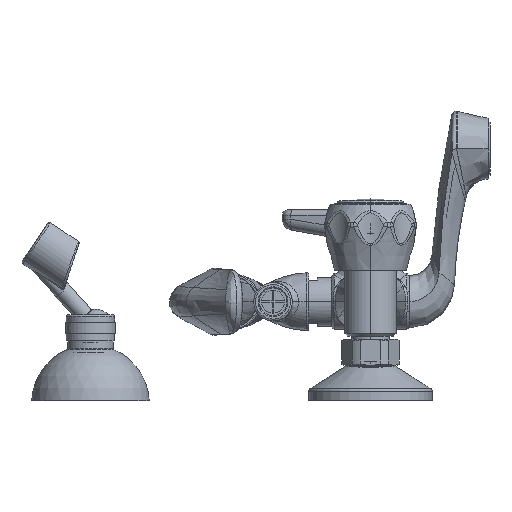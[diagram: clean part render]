
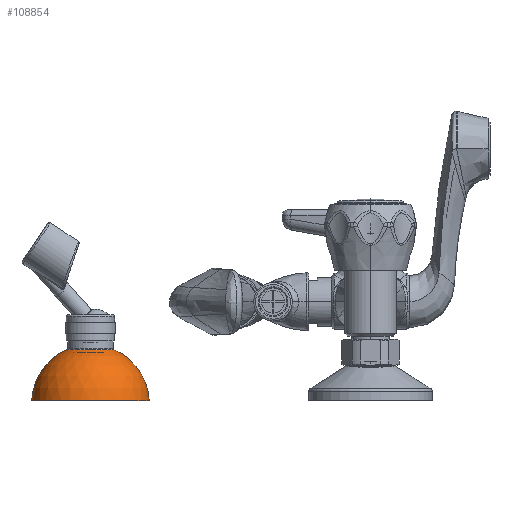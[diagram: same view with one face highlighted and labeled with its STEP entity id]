
A CAD part, left-side view. The second image highlights one B-rep face of the part: STEP entity #108854.
In plain terms, the highlighted spherical face has radius 31.539 mm.
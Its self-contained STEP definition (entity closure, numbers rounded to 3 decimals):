
#103544=CARTESIAN_POINT('',(-250.,150.,-25.629));
#103545=DIRECTION('',(0.,0.,-1.));
#103546=DIRECTION('',(0.,-1.,0.));
#103547=AXIS2_PLACEMENT_3D('',#103544,#103545,#103546);
#103549=CARTESIAN_POINT('',(-250.,150.,-53.));
#103550=DIRECTION('',(0.,0.,-1.));
#103551=DIRECTION('',(0.,-1.,0.));
#103552=AXIS2_PLACEMENT_3D('',#103549,#103550,#103551);
#103559=CARTESIAN_POINT('',(-250.,150.,-54.563));
#103560=DIRECTION('',(1.,0.,0.));
#103561=DIRECTION('',(0.,0.999,0.05));
#103562=AXIS2_PLACEMENT_3D('',#103559,#103560,#103561);
#103569=CARTESIAN_POINT('',(-250.,150.,-54.563));
#103570=DIRECTION('',(-1.,0.,0.));
#103571=DIRECTION('',(0.,-0.999,0.05));
#103572=AXIS2_PLACEMENT_3D('',#103569,#103570,#103571);
#107509=CARTESIAN_POINT('',(-250.,118.5,-53.));
#107510=CARTESIAN_POINT('',(-250.,181.5,-53.));
#107511=VERTEX_POINT('',#107509);
#107512=VERTEX_POINT('',#107510);
#107549=CARTESIAN_POINT('',(-250.,137.449,-25.629));
#107550=CARTESIAN_POINT('',(-250.,162.551,-25.629));
#107551=VERTEX_POINT('',#107549);
#107552=VERTEX_POINT('',#107550);
#108840=CARTESIAN_POINT('',(-250.,150.,-54.563));
#108841=DIRECTION('',(0.,0.,-1.));
#108842=DIRECTION('',(0.,1.,0.));
#108843=AXIS2_PLACEMENT_3D('',#108840,#108841,#108842);
#108844=SPHERICAL_SURFACE('',#108843,31.539);
#108845=ORIENTED_EDGE('',*,*,#108822,.F.);
#108847=ORIENTED_EDGE('',*,*,#108846,.F.);
#108849=ORIENTED_EDGE('',*,*,#108848,.T.);
#108851=ORIENTED_EDGE('',*,*,#108850,.T.);
#108852=EDGE_LOOP('',(#108845,#108847,#108849,#108851));
#108853=FACE_OUTER_BOUND('',#108852,.F.);
#108854=ADVANCED_FACE('',(#108853),#108844,.T.);
#103548=CIRCLE('',#103547,12.551);
#103553=CIRCLE('',#103552,31.5);
#103563=CIRCLE('',#103562,31.539);
#103573=CIRCLE('',#103572,31.539);
#108822=EDGE_CURVE('',#107551,#107552,#103548,.T.);
#108846=EDGE_CURVE('',#107511,#107551,#103573,.T.);
#108848=EDGE_CURVE('',#107511,#107512,#103553,.T.);
#108850=EDGE_CURVE('',#107512,#107552,#103563,.T.);
